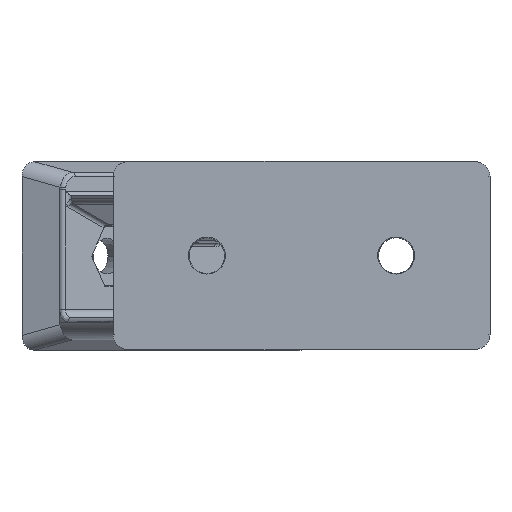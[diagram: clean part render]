
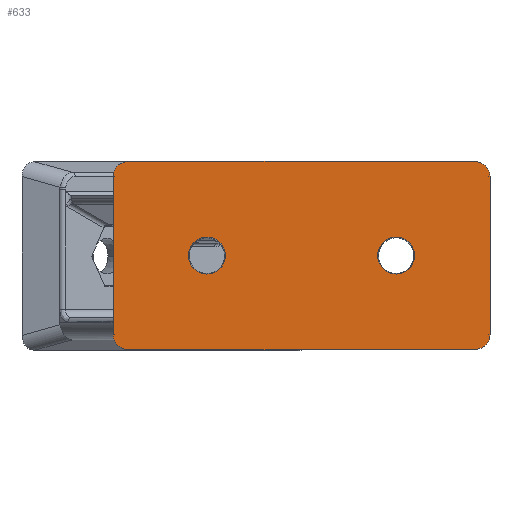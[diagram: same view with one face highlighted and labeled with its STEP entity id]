
A CAD part, top view. The second image highlights one B-rep face of the part: STEP entity #633.
In plain terms, the highlighted planar face has unit normal (0, 0, 1).
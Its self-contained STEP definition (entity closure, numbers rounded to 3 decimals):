
#46 = VERTEX_POINT ( 'NONE', #1918 ) ;
#53 = VERTEX_POINT ( 'NONE', #1852 ) ;
#63 = EDGE_CURVE ( 'NONE', #178, #172, #1919, .T. ) ;
#87 = EDGE_CURVE ( 'NONE', #98, #53, #1982, .T. ) ;
#98 = VERTEX_POINT ( 'NONE', #2038 ) ;
#105 = VERTEX_POINT ( 'NONE', #2060 ) ;
#117 = EDGE_CURVE ( 'NONE', #11104, #46, #2053, .T. ) ;
#134 = EDGE_CURVE ( 'NONE', #105, #11104, #2166, .T. ) ;
#172 = VERTEX_POINT ( 'NONE', #2217 ) ;
#178 = VERTEX_POINT ( 'NONE', #2276 ) ;
#181 = EDGE_CURVE ( 'NONE', #172, #178, #2230, .T. ) ;
#187 = VERTEX_POINT ( 'NONE', #2314 ) ;
#238 = EDGE_CURVE ( 'NONE', #258, #187, #2402, .T. ) ;
#258 = VERTEX_POINT ( 'NONE', #2433 ) ;
#298 = EDGE_CURVE ( 'NONE', #187, #258, #2518, .T. ) ;
#472 = VERTEX_POINT ( 'NONE', #3096 ) ;
#477 = ORIENTED_EDGE ( 'NONE', *, *, #181, .T. ) ;
#479 = ORIENTED_EDGE ( 'NONE', *, *, #238, .T. ) ;
#492 = VERTEX_POINT ( 'NONE', #3146 ) ;
#494 = ORIENTED_EDGE ( 'NONE', *, *, #1328, .T. ) ;
#495 = ORIENTED_EDGE ( 'NONE', *, *, #298, .T. ) ;
#619 = EDGE_CURVE ( 'NONE', #492, #98, #3505, .T. ) ;
#622 = EDGE_LOOP ( 'NONE', ( #479, #495 ) ) ;
#633 = ADVANCED_FACE ( 'NONE', ( #3544, #3509, #3549 ), #3545, .T. ) ;
#640 = EDGE_LOOP ( 'NONE', ( #477, #644 ) ) ;
#644 = ORIENTED_EDGE ( 'NONE', *, *, #63, .T. ) ;
#652 = EDGE_CURVE ( 'NONE', #46, #472, #3603, .T. ) ;
#696 = ORIENTED_EDGE ( 'NONE', *, *, #619, .T. ) ;
#697 = ORIENTED_EDGE ( 'NONE', *, *, #87, .T. ) ;
#698 = ORIENTED_EDGE ( 'NONE', *, *, #701, .T. ) ;
#701 = EDGE_CURVE ( 'NONE', #1271, #105, #3711, .T. ) ;
#1271 = VERTEX_POINT ( 'NONE', #5031 ) ;
#1328 = EDGE_CURVE ( 'NONE', #53, #1271, #5173, .T. ) ;
#1852 = CARTESIAN_POINT ( 'NONE',  ( -40.829, 22.4, 9. ) ) ;
#1918 = CARTESIAN_POINT ( 'NONE',  ( 40.829, -22.4, 9. ) ) ;
#1919 = CIRCLE ( 'NONE', #1959, 4.4 ) ;
#1957 = DIRECTION ( 'NONE',  ( 1., 0., 0. ) ) ;
#1958 = DIRECTION ( 'NONE',  ( 0., 0., -1. ) ) ;
#1959 = AXIS2_PLACEMENT_3D ( 'NONE', #1965, #1958, #1957 ) ;
#1965 = CARTESIAN_POINT ( 'NONE',  ( 22.5, 0., 9. ) ) ;
#1982 = LINE ( 'NONE', #1992, #1991 ) ;
#1990 = DIRECTION ( 'NONE',  ( -1., 0., 0. ) ) ;
#1991 = VECTOR ( 'NONE', #1990, 1000. ) ;
#1992 = CARTESIAN_POINT ( 'NONE',  ( -45.5, 22.4, 9. ) ) ;
#2038 = CARTESIAN_POINT ( 'NONE',  ( 40.829, 22.4, 9. ) ) ;
#2053 = LINE ( 'NONE', #2130, #2129 ) ;
#2060 = CARTESIAN_POINT ( 'NONE',  ( -44.8, -18.872, 9. ) ) ;
#2128 = DIRECTION ( 'NONE',  ( 1., 0., 0. ) ) ;
#2129 = VECTOR ( 'NONE', #2128, 1000. ) ;
#2130 = CARTESIAN_POINT ( 'NONE',  ( -45.5, -22.4, 9. ) ) ;
#2162 = CARTESIAN_POINT ( 'NONE',  ( -40.829, -22.4, 9. ) ) ;
#2163 = CARTESIAN_POINT ( 'NONE',  ( -43.225, -22.4, 9. ) ) ;
#2164 = CARTESIAN_POINT ( 'NONE',  ( -44.8, -21.001, 9. ) ) ;
#2165 = CARTESIAN_POINT ( 'NONE',  ( -44.8, -18.872, 9. ) ) ;
#2166 =( BOUNDED_CURVE ( )  B_SPLINE_CURVE ( 3, ( #2165, #2164, #2163, #2162 ),
 .UNSPECIFIED., .F., .T. ) 
 B_SPLINE_CURVE_WITH_KNOTS ( ( 4, 4 ),
 ( 5.894, 7.306 ),
 .UNSPECIFIED. ) 
 CURVE ( )  GEOMETRIC_REPRESENTATION_ITEM ( )  RATIONAL_B_SPLINE_CURVE ( ( 1., 0.841, 0.841, 1. ) ) 
 REPRESENTATION_ITEM ( '' )  );
#2217 = CARTESIAN_POINT ( 'NONE',  ( 26.9, 0., 9. ) ) ;
#2230 = CIRCLE ( 'NONE', #2336, 4.4 ) ;
#2276 = CARTESIAN_POINT ( 'NONE',  ( 18.1, 0., 9. ) ) ;
#2314 = CARTESIAN_POINT ( 'NONE',  ( -26.9, 0., 9. ) ) ;
#2333 = DIRECTION ( 'NONE',  ( 1., 0., 0. ) ) ;
#2334 = DIRECTION ( 'NONE',  ( 0., 0., -1. ) ) ;
#2335 = CARTESIAN_POINT ( 'NONE',  ( 22.5, 0., 9. ) ) ;
#2336 = AXIS2_PLACEMENT_3D ( 'NONE', #2335, #2334, #2333 ) ;
#2397 = DIRECTION ( 'NONE',  ( 1., 0., 0. ) ) ;
#2398 = DIRECTION ( 'NONE',  ( 0., 0., -1. ) ) ;
#2402 = CIRCLE ( 'NONE', #2426, 4.4 ) ;
#2418 = CARTESIAN_POINT ( 'NONE',  ( -22.5, 0., 9. ) ) ;
#2426 = AXIS2_PLACEMENT_3D ( 'NONE', #2418, #2398, #2397 ) ;
#2433 = CARTESIAN_POINT ( 'NONE',  ( -18.1, 0., 9. ) ) ;
#2518 = CIRCLE ( 'NONE', #2533, 4.4 ) ;
#2530 = DIRECTION ( 'NONE',  ( 1., 0., 0. ) ) ;
#2531 = DIRECTION ( 'NONE',  ( 0., 0., -1. ) ) ;
#2532 = CARTESIAN_POINT ( 'NONE',  ( -22.5, 0., 9. ) ) ;
#2533 = AXIS2_PLACEMENT_3D ( 'NONE', #2532, #2531, #2530 ) ;
#3096 = CARTESIAN_POINT ( 'NONE',  ( 44.8, -18.872, 9. ) ) ;
#3146 = CARTESIAN_POINT ( 'NONE',  ( 44.8, 18.872, 9. ) ) ;
#3499 = CARTESIAN_POINT ( 'NONE',  ( 40.829, 22.4, 9. ) ) ;
#3500 = CARTESIAN_POINT ( 'NONE',  ( 43.225, 22.4, 9. ) ) ;
#3501 = CARTESIAN_POINT ( 'NONE',  ( 44.8, 21.001, 9. ) ) ;
#3502 = CARTESIAN_POINT ( 'NONE',  ( 44.8, 18.872, 9. ) ) ;
#3505 =( BOUNDED_CURVE ( )  B_SPLINE_CURVE ( 3, ( #3502, #3501, #3500, #3499 ),
 .UNSPECIFIED., .F., .F. ) 
 B_SPLINE_CURVE_WITH_KNOTS ( ( 4, 4 ),
 ( 5.894, 7.306 ),
 .UNSPECIFIED. ) 
 CURVE ( )  GEOMETRIC_REPRESENTATION_ITEM ( )  RATIONAL_B_SPLINE_CURVE ( ( 1., 0.841, 0.841, 1. ) ) 
 REPRESENTATION_ITEM ( '' )  );
#3509 = FACE_BOUND ( 'NONE', #622, .T. ) ;
#3544 = FACE_BOUND ( 'NONE', #640, .T. ) ;
#3545 = PLANE ( 'NONE',  #3550 ) ;
#3549 = FACE_OUTER_BOUND ( 'NONE', #10489, .T. ) ;
#3550 = AXIS2_PLACEMENT_3D ( 'NONE', #3619, #3618, #3616 ) ;
#3603 =( BOUNDED_CURVE ( )  B_SPLINE_CURVE ( 3, ( #3649, #3648, #3647, #3646 ),
 .UNSPECIFIED., .F., .T. ) 
 B_SPLINE_CURVE_WITH_KNOTS ( ( 4, 4 ),
 ( 2.119, 3.531 ),
 .UNSPECIFIED. ) 
 CURVE ( )  GEOMETRIC_REPRESENTATION_ITEM ( )  RATIONAL_B_SPLINE_CURVE ( ( 1., 0.841, 0.841, 1. ) ) 
 REPRESENTATION_ITEM ( '' )  );
#3616 = DIRECTION ( 'NONE',  ( 1., 0., 0. ) ) ;
#3618 = DIRECTION ( 'NONE',  ( 0., 0., 1. ) ) ;
#3619 = CARTESIAN_POINT ( 'NONE',  ( -45.5, -23., 9. ) ) ;
#3646 = CARTESIAN_POINT ( 'NONE',  ( 44.8, -18.872, 9. ) ) ;
#3647 = CARTESIAN_POINT ( 'NONE',  ( 44.8, -21.001, 9. ) ) ;
#3648 = CARTESIAN_POINT ( 'NONE',  ( 43.225, -22.4, 9. ) ) ;
#3649 = CARTESIAN_POINT ( 'NONE',  ( 40.829, -22.4, 9. ) ) ;
#3709 = DIRECTION ( 'NONE',  ( 0., -1., 0. ) ) ;
#3710 = VECTOR ( 'NONE', #3709, 1000. ) ;
#3711 = LINE ( 'NONE', #3726, #3710 ) ;
#3726 = CARTESIAN_POINT ( 'NONE',  ( -44.8, -24., 9. ) ) ;
#5031 = CARTESIAN_POINT ( 'NONE',  ( -44.8, 18.872, 9. ) ) ;
#5152 = CARTESIAN_POINT ( 'NONE',  ( -44.8, 18.872, 9. ) ) ;
#5153 = CARTESIAN_POINT ( 'NONE',  ( -44.8, 21.001, 9. ) ) ;
#5154 = CARTESIAN_POINT ( 'NONE',  ( -43.225, 22.4, 9. ) ) ;
#5155 = CARTESIAN_POINT ( 'NONE',  ( -40.829, 22.4, 9. ) ) ;
#5173 =( BOUNDED_CURVE ( )  B_SPLINE_CURVE ( 3, ( #5155, #5154, #5153, #5152 ),
 .UNSPECIFIED., .F., .F. ) 
 B_SPLINE_CURVE_WITH_KNOTS ( ( 4, 4 ),
 ( 2.119, 3.531 ),
 .UNSPECIFIED. ) 
 CURVE ( )  GEOMETRIC_REPRESENTATION_ITEM ( )  RATIONAL_B_SPLINE_CURVE ( ( 1., 0.841, 0.841, 1. ) ) 
 REPRESENTATION_ITEM ( '' )  );
#7018 = DIRECTION ( 'NONE',  ( 0., 1., 0. ) ) ;
#7634 = VECTOR ( 'NONE', #7018, 1000. ) ;
#7635 = LINE ( 'NONE', #7639, #7634 ) ;
#7639 = CARTESIAN_POINT ( 'NONE',  ( 44.8, -24., 9. ) ) ;
#8978 = CARTESIAN_POINT ( 'NONE',  ( -40.829, -22.4, 9. ) ) ;
#10283 = ORIENTED_EDGE ( 'NONE', *, *, #652, .T. ) ;
#10290 = ORIENTED_EDGE ( 'NONE', *, *, #117, .T. ) ;
#10292 = ORIENTED_EDGE ( 'NONE', *, *, #134, .T. ) ;
#10489 = EDGE_LOOP ( 'NONE', ( #10502, #696, #697, #494, #698, #10292, #10290, #10283 ) ) ;
#10494 = EDGE_CURVE ( 'NONE', #472, #492, #7635, .T. ) ;
#10502 = ORIENTED_EDGE ( 'NONE', *, *, #10494, .T. ) ;
#11104 = VERTEX_POINT ( 'NONE', #8978 ) ;
